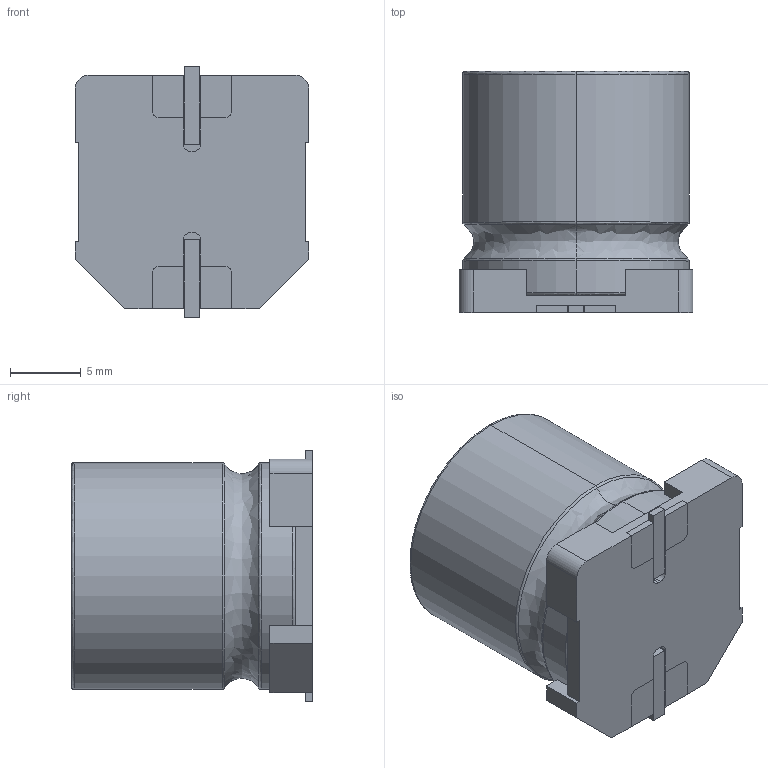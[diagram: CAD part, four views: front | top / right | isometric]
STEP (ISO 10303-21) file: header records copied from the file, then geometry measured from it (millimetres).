
FILE_DESCRIPTION (( 'STEP AP214' ), '1' );
FILE_NAME ('User Library-capacitor-ALU H17.STEP', '2015-07-28T12:25:38', ( 'Windows User' ), ( '' ), 'SwSTEP 2.0', 'SolidWorks 2015', '' );
FILE_SCHEMA (( 'AUTOMOTIVE_DESIGN' ));
Length unit declared in the file: millimetre
Products named in the file (1): User Library-capacitor-ALU H17
Bounding box: 16.5 x 17 x 17.7 mm (x, y, z)
Volume: 3492.9 mm3; surface area: 2079.5 mm2
Topology: 9 solids, 9 shells, 182 faces, 456 edges, 300 vertices
Faces by surface type: plane 143, cylinder 22, bspline 17
Entity records: 7946 total; most frequent: CARTESIAN_POINT 1516, ORIENTED_EDGE 912, DIRECTION 828, EDGE_CURVE 456, LINE 380, VECTOR 380, VERTEX_POINT 300, AXIS2_PLACEMENT_3D 224
